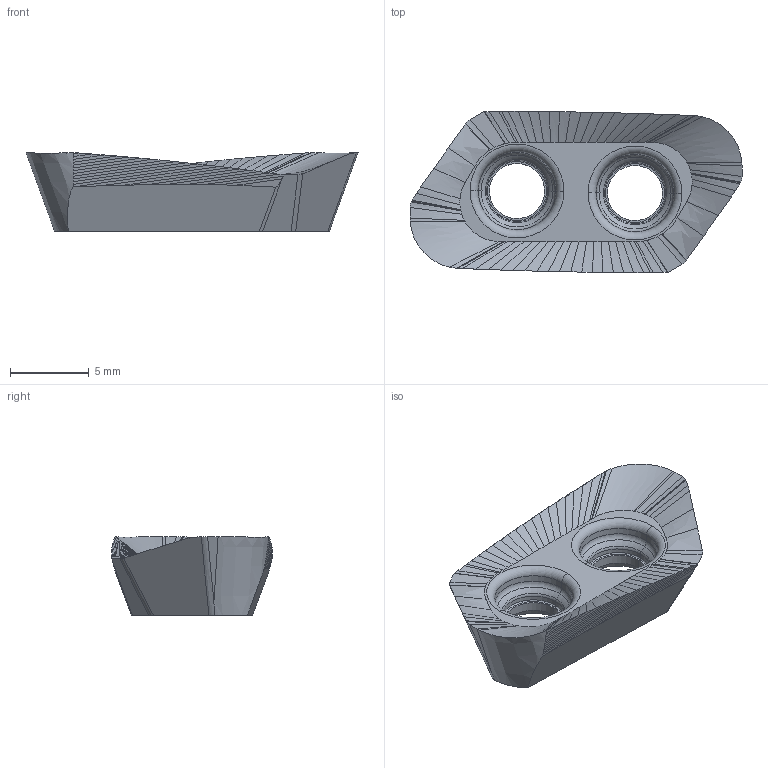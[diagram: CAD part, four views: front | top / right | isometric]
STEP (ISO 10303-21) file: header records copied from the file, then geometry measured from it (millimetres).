
FILE_DESCRIPTION((''),'2;1');
FILE_NAME('XDGX175032PDR-GL','2015-12-18T',('tlyi02'),('PTC Japan'),'PRO/ENGINEER BY PARAMETRIC TECHNOLOGY CORPORATION, 2014310','PRO/ENGINEER BY PARAMETRIC TECHNOLOGY CORPORATION, 2014310','');
FILE_SCHEMA(('AUTOMOTIVE_DESIGN { 1 0 10303 214 1 1 1 1 }'));
Length unit declared in the file: millimetre
Products named in the file (1): XDGX175032PDR-GL
Bounding box: 21.1 x 10.23 x 5 mm (x, y, z)
Volume: 433.9 mm3; surface area: 571.2 mm2
Topology: 1 solids, 1 shells, 185 faces, 459 edges, 280 vertices
Faces by surface type: bspline 87, plane 58, torus 24, cone 12, cylinder 4
Entity records: 10499 total; most frequent: CARTESIAN_POINT 5057, ORIENTED_EDGE 918, DIRECTION 661, PRESENTATION_STYLE_ASSIGNMENT 461, STYLED_ITEM 461, CURVE_STYLE 460, EDGE_CURVE 459, VERTEX_POINT 280
